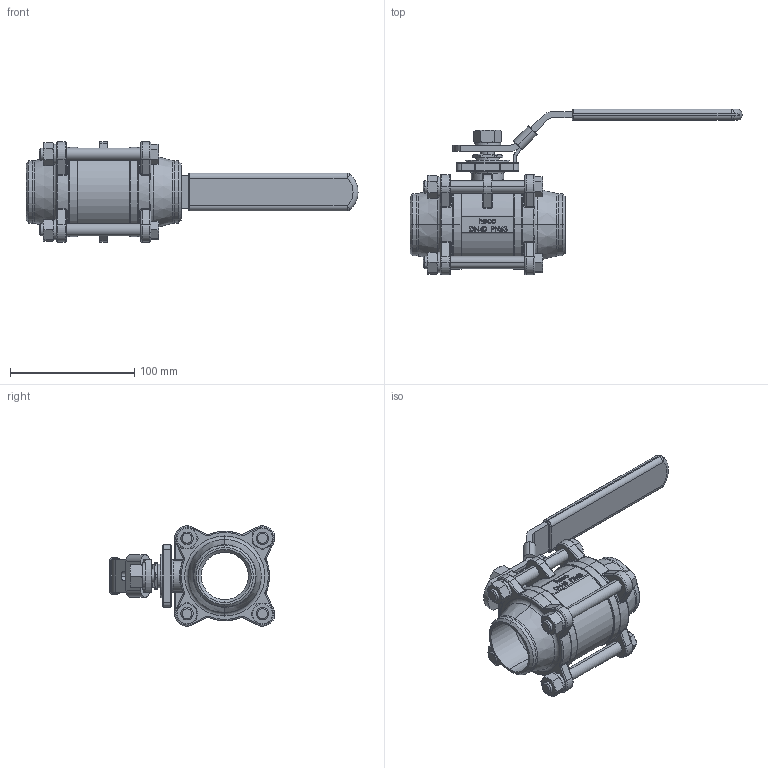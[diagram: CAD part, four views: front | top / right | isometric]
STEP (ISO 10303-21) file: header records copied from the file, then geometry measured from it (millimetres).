
FILE_DESCRIPTION (( 'STEP AP214' ), '1' );
FILE_NAME ('K3-112-000-4 Kugelhahn heco step214.STEP', '2011-02-17T11:46:26', ( 'Azubi CAD' ), ( 'heco GmbH' ), 'SwSTEP 2.0', 'SolidWorks 2005235', '' );
FILE_SCHEMA (( 'AUTOMOTIVE_DESIGN' ));
Length unit declared in the file: millimetre
Products named in the file (1): K3-112-000-4 Kugelhahn heco step214
Bounding box: 267.5 x 133.6 x 80.81 mm (x, y, z)
Volume: 393450 mm3; surface area: 94525.4 mm2
Topology: 1 solids, 1 shells, 1089 faces, 2644 edges, 1631 vertices
Faces by surface type: plane 383, cylinder 234, bspline 209, cone 132, torus 119, sphere 12
Entity records: 85061 total; most frequent: CARTESIAN_POINT 49191, ORIENTED_EDGE 5264, DIRECTION 4407, EDGE_CURVE 2632, AXIS2_PLACEMENT_3D 1685, VERTEX_POINT 1631, EDGE_LOOP 1199, UNCERTAINTY_MEASURE_WITH_UNIT 1091
